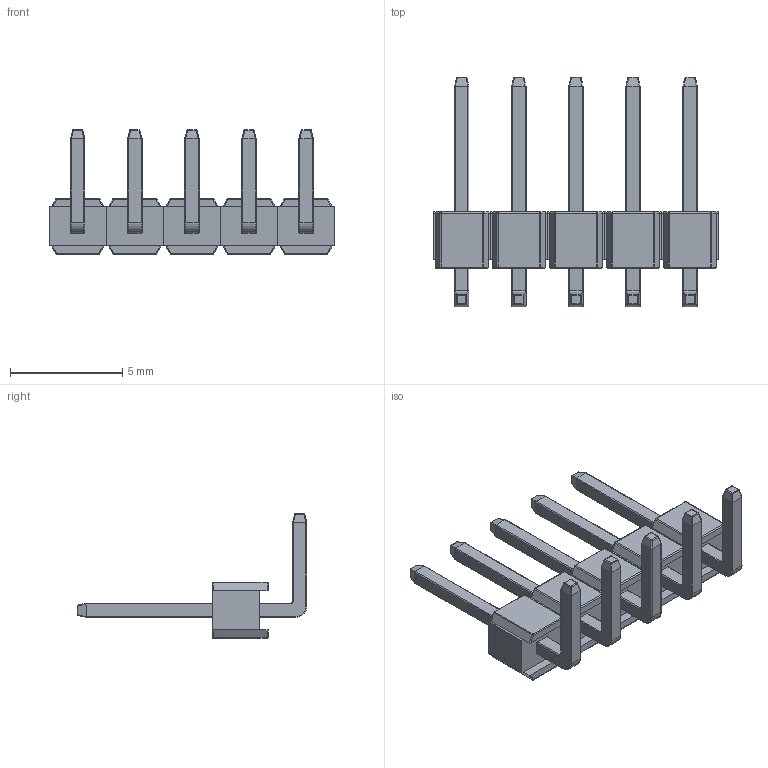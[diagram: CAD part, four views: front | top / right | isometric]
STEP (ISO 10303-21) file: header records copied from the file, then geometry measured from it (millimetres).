
FILE_DESCRIPTION (( 'STEP AP214' ),'1' );
FILE_NAME ('PH1RB-05-UA.STEP','2019-04-16T16:47:35',( '' ),( '' ),'SwSTEP 2.0','SolidWorks 2014','' );
FILE_SCHEMA (( 'AUTOMOTIVE_DESIGN' ));
Length unit declared in the file: millimetre
Products named in the file (1): PH1RB-05-UA
Bounding box: 12.71 x 10.22 x 5.55 mm (x, y, z)
Volume: 90.6 mm3; surface area: 380.6 mm2
Topology: 15 solids, 15 shells, 590 faces, 1420 edges, 840 vertices
Faces by surface type: cylinder 270, plane 220, torus 60, sphere 40
Entity records: 12423 total; most frequent: ORIENTED_EDGE 2800, CARTESIAN_POINT 2388, EDGE_CURVE 1400, AXIS2_PLACEMENT_3D 991, VERTEX_POINT 836, LINE 755, EDGE_LOOP 600, FACE_OUTER_BOUND 590
